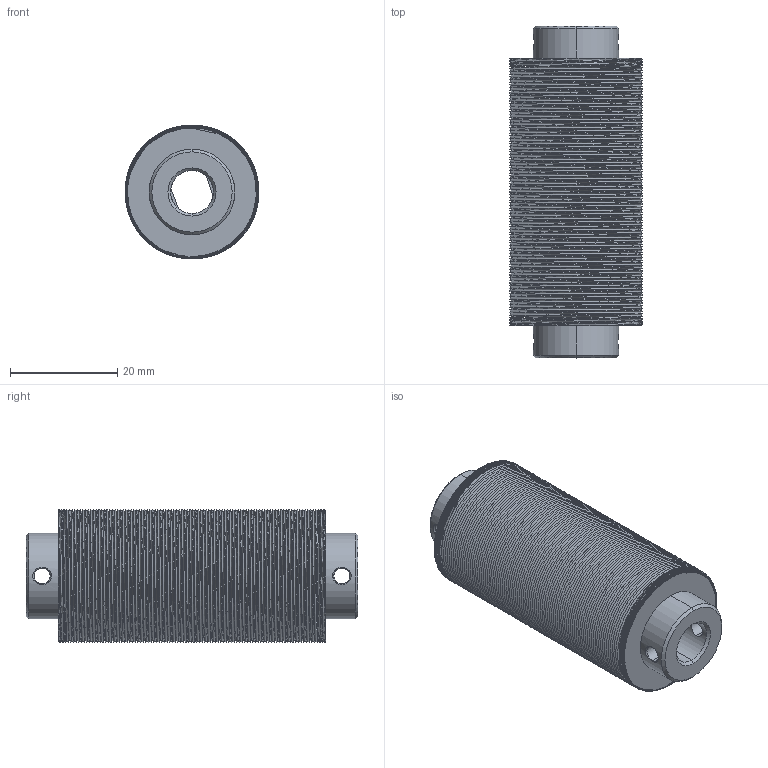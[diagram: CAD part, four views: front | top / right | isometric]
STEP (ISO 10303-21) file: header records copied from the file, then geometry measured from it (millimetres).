
FILE_DESCRIPTION (( 'STEP AP214' ), '1' );
FILE_NAME ('D-F-007-0.STEP', '2025-03-27T05:05:37', ( '' ), ( '' ), 'SwSTEP 2.0', 'SolidWorks 2024', '' );
FILE_SCHEMA (( 'AUTOMOTIVE_DESIGN' ));
Length unit declared in the file: millimetre
Products named in the file (1): D-F-007-0
Bounding box: 25 x 62 x 25 mm (x, y, z)
Volume: 22830.2 mm3; surface area: 10757.8 mm2
Topology: 1 solids, 1 shells, 36 faces, 80 edges, 48 vertices
Faces by surface type: cone 16, cylinder 14, plane 4, bspline 2
Entity records: 8897 total; most frequent: CARTESIAN_POINT 8089, ORIENTED_EDGE 160, DIRECTION 156, EDGE_CURVE 80, AXIS2_PLACEMENT_3D 63, VERTEX_POINT 48, EDGE_LOOP 48, FACE_OUTER_BOUND 36
